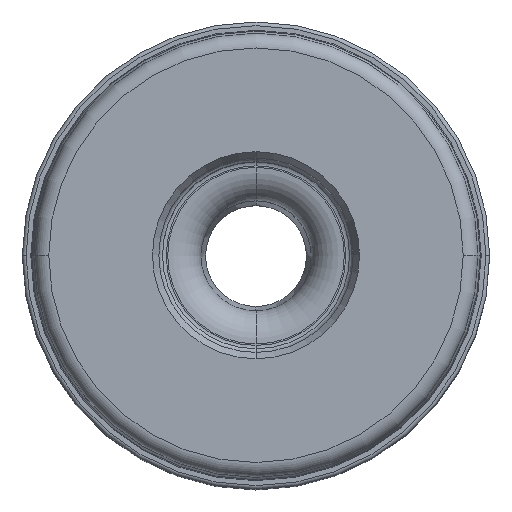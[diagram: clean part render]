
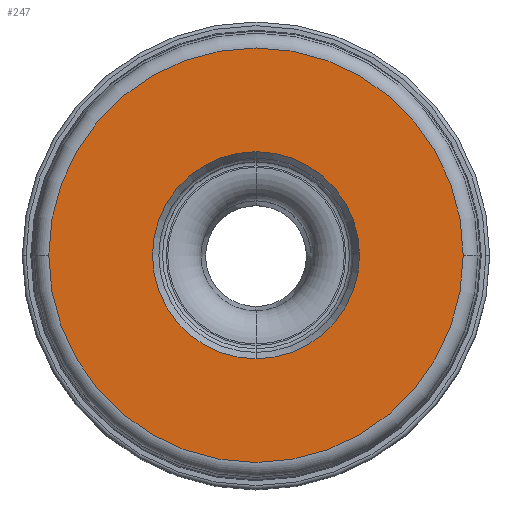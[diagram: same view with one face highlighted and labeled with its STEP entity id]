
A CAD part, top view. The second image highlights one B-rep face of the part: STEP entity #247.
In plain terms, the highlighted planar face has unit normal (0, 0, 1).
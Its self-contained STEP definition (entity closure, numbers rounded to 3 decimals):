
#247=ADVANCED_FACE('',(#298,#299),#287,.F.);
#287=PLANE('',#1575);
#298=FACE_BOUND('',#357,.T.);
#299=FACE_BOUND('',#358,.T.);
#357=EDGE_LOOP('',(#618,#619,#620,#621));
#358=EDGE_LOOP('',(#622,#623));
#618=ORIENTED_EDGE('',*,*,#998,.F.);
#619=ORIENTED_EDGE('',*,*,#996,.F.);
#620=ORIENTED_EDGE('',*,*,#995,.F.);
#621=ORIENTED_EDGE('',*,*,#999,.F.);
#622=ORIENTED_EDGE('',*,*,#1000,.F.);
#623=ORIENTED_EDGE('',*,*,#1001,.F.);
#840=VERTEX_POINT('',#2439);
#841=VERTEX_POINT('',#2441);
#842=VERTEX_POINT('',#2443);
#843=VERTEX_POINT('',#2447);
#844=VERTEX_POINT('',#2451);
#845=VERTEX_POINT('',#2452);
#995=EDGE_CURVE('',#840,#841,#1165,.T.);
#996=EDGE_CURVE('',#841,#842,#1166,.T.);
#998=EDGE_CURVE('',#842,#843,#1168,.T.);
#999=EDGE_CURVE('',#843,#840,#1169,.T.);
#1000=EDGE_CURVE('',#844,#845,#1170,.T.);
#1001=EDGE_CURVE('',#845,#844,#1171,.T.);
#1165=CIRCLE('',#1566,28.162);
#1166=CIRCLE('',#1567,28.162);
#1168=CIRCLE('',#1570,28.162);
#1169=CIRCLE('',#1571,28.162);
#1170=CIRCLE('',#1573,14.066);
#1171=CIRCLE('',#1574,14.066);
#1566=AXIS2_PLACEMENT_3D('',#2440,#1987,#1988);
#1567=AXIS2_PLACEMENT_3D('',#2442,#1989,#1990);
#1570=AXIS2_PLACEMENT_3D('',#2446,#1995,#1996);
#1571=AXIS2_PLACEMENT_3D('',#2448,#1997,#1998);
#1573=AXIS2_PLACEMENT_3D('',#2450,#2001,#2002);
#1574=AXIS2_PLACEMENT_3D('',#2453,#2003,#2004);
#1575=AXIS2_PLACEMENT_3D('',#2454,#2005,#2006);
#1987=DIRECTION('',(0.,0.,-1.));
#1988=DIRECTION('',(1.,0.,0.));
#1989=DIRECTION('',(0.,0.,-1.));
#1990=DIRECTION('',(1.,-0.001,0.));
#1995=DIRECTION('',(0.,0.,-1.));
#1996=DIRECTION('',(-1.,0.,0.));
#1997=DIRECTION('',(0.,0.,-1.));
#1998=DIRECTION('',(-1.,0.001,0.));
#2001=DIRECTION('',(0.,0.,1.));
#2002=DIRECTION('',(0.,-1.,0.));
#2003=DIRECTION('',(0.,0.,1.));
#2004=DIRECTION('',(0.,1.,0.));
#2005=DIRECTION('',(0.,0.,-1.));
#2006=DIRECTION('',(1.,0.,0.));
#2439=CARTESIAN_POINT('',(28.162,0.,0.));
#2440=CARTESIAN_POINT('',(0.,0.,0.));
#2441=CARTESIAN_POINT('',(28.162,-0.02,0.));
#2442=CARTESIAN_POINT('',(0.,0.,0.));
#2443=CARTESIAN_POINT('',(-28.162,0.,0.));
#2446=CARTESIAN_POINT('',(0.,0.,0.));
#2447=CARTESIAN_POINT('',(-28.162,0.02,0.));
#2448=CARTESIAN_POINT('',(0.,0.,0.));
#2450=CARTESIAN_POINT('',(0.,0.,0.));
#2451=CARTESIAN_POINT('',(0.,-14.066,0.));
#2452=CARTESIAN_POINT('',(0.,14.066,0.));
#2453=CARTESIAN_POINT('',(0.,0.,0.));
#2454=CARTESIAN_POINT('',(0.,0.,0.));
